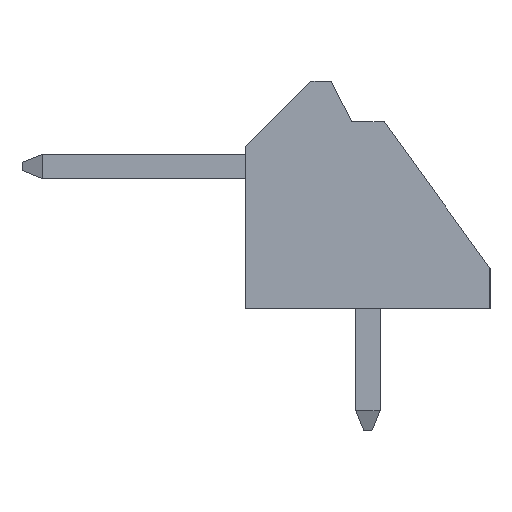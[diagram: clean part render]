
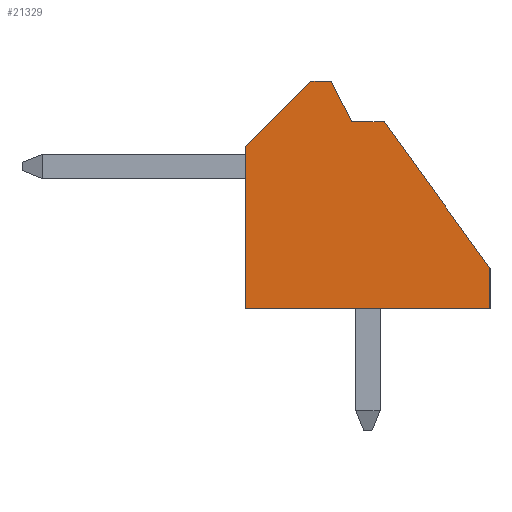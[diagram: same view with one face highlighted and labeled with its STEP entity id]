
A CAD part, left-side view. The second image highlights one B-rep face of the part: STEP entity #21329.
In plain terms, the highlighted planar face has unit normal (-1, 0, 0).
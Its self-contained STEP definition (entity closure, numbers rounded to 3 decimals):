
#21062 = VERTEX_POINT('',#21063);
#21063 = CARTESIAN_POINT('',(-1.25,0.4,4.6));
#21072 = PLANE('',#21073);
#21073 = AXIS2_PLACEMENT_3D('',#21074,#21075,#21076);
#21074 = CARTESIAN_POINT('',(-1.25,0.4,4.6));
#21075 = DIRECTION('',(0.,0.,-1.));
#21076 = DIRECTION('',(0.,-1.,0.));
#21084 = PLANE('',#21085);
#21085 = AXIS2_PLACEMENT_3D('',#21086,#21087,#21088);
#21086 = CARTESIAN_POINT('',(-1.25,0.4,4.6));
#21087 = DIRECTION('',(0.,-0.894,0.447));
#21088 = DIRECTION('',(0.,0.447,0.894));
#21125 = VERTEX_POINT('',#21126);
#21126 = CARTESIAN_POINT('',(-1.25,-0.4,4.6));
#21140 = PLANE('',#21141);
#21141 = AXIS2_PLACEMENT_3D('',#21142,#21143,#21144);
#21142 = CARTESIAN_POINT('',(-1.25,-0.4,4.6));
#21143 = DIRECTION('',(0.,0.811,-0.585));
#21144 = DIRECTION('',(0.,-0.585,-0.811));
#21152 = EDGE_CURVE('',#21062,#21125,#21153,.T.);
#21153 = SURFACE_CURVE('',#21154,(#21158,#21165),.PCURVE_S1.);
#21154 = LINE('',#21155,#21156);
#21155 = CARTESIAN_POINT('',(-1.25,0.4,4.6));
#21156 = VECTOR('',#21157,1.);
#21157 = DIRECTION('',(0.,-1.,0.));
#21158 = PCURVE('',#21072,#21159);
#21159 = DEFINITIONAL_REPRESENTATION('',(#21160),#21164);
#21160 = LINE('',#21161,#21162);
#21161 = CARTESIAN_POINT('',(0.,-0.));
#21162 = VECTOR('',#21163,1.);
#21163 = DIRECTION('',(1.,0.));
#21164 = ( GEOMETRIC_REPRESENTATION_CONTEXT(2) 
PARAMETRIC_REPRESENTATION_CONTEXT() REPRESENTATION_CONTEXT('2D SPACE',''
  ) );
#21165 = PCURVE('',#21166,#21171);
#21166 = PLANE('',#21167);
#21167 = AXIS2_PLACEMENT_3D('',#21168,#21169,#21170);
#21168 = CARTESIAN_POINT('',(-1.25,0.384,2.186));
#21169 = DIRECTION('',(1.,0.,0.));
#21170 = DIRECTION('',(0.,0.,1.));
#21171 = DEFINITIONAL_REPRESENTATION('',(#21172),#21176);
#21172 = LINE('',#21173,#21174);
#21173 = CARTESIAN_POINT('',(2.414,-0.016));
#21174 = VECTOR('',#21175,1.);
#21175 = DIRECTION('',(0.,1.));
#21176 = ( GEOMETRIC_REPRESENTATION_CONTEXT(2) 
PARAMETRIC_REPRESENTATION_CONTEXT() REPRESENTATION_CONTEXT('2D SPACE',''
  ) );
#21206 = VERTEX_POINT('',#21207);
#21207 = CARTESIAN_POINT('',(-1.25,0.9,5.6));
#21221 = PLANE('',#21222);
#21222 = AXIS2_PLACEMENT_3D('',#21223,#21224,#21225);
#21223 = CARTESIAN_POINT('',(-1.25,1.4,5.6));
#21224 = DIRECTION('',(0.,0.,-1.));
#21225 = DIRECTION('',(0.,-1.,0.));
#21233 = EDGE_CURVE('',#21062,#21206,#21234,.T.);
#21234 = SURFACE_CURVE('',#21235,(#21239,#21246),.PCURVE_S1.);
#21235 = LINE('',#21236,#21237);
#21236 = CARTESIAN_POINT('',(-1.25,0.4,4.6));
#21237 = VECTOR('',#21238,1.);
#21238 = DIRECTION('',(0.,0.447,0.894));
#21239 = PCURVE('',#21084,#21240);
#21240 = DEFINITIONAL_REPRESENTATION('',(#21241),#21245);
#21241 = LINE('',#21242,#21243);
#21242 = CARTESIAN_POINT('',(0.,0.));
#21243 = VECTOR('',#21244,1.);
#21244 = DIRECTION('',(1.,0.));
#21245 = ( GEOMETRIC_REPRESENTATION_CONTEXT(2) 
PARAMETRIC_REPRESENTATION_CONTEXT() REPRESENTATION_CONTEXT('2D SPACE',''
  ) );
#21246 = PCURVE('',#21166,#21247);
#21247 = DEFINITIONAL_REPRESENTATION('',(#21248),#21252);
#21248 = LINE('',#21249,#21250);
#21249 = CARTESIAN_POINT('',(2.414,-0.016));
#21250 = VECTOR('',#21251,1.);
#21251 = DIRECTION('',(0.894,-0.447));
#21252 = ( GEOMETRIC_REPRESENTATION_CONTEXT(2) 
PARAMETRIC_REPRESENTATION_CONTEXT() REPRESENTATION_CONTEXT('2D SPACE',''
  ) );
#21282 = VERTEX_POINT('',#21283);
#21283 = CARTESIAN_POINT('',(-1.25,-3.,1.));
#21297 = PLANE('',#21298);
#21298 = AXIS2_PLACEMENT_3D('',#21299,#21300,#21301);
#21299 = CARTESIAN_POINT('',(-1.25,-3.,1.));
#21300 = DIRECTION('',(0.,1.,0.));
#21301 = DIRECTION('',(0.,0.,-1.));
#21309 = EDGE_CURVE('',#21125,#21282,#21310,.T.);
#21310 = SURFACE_CURVE('',#21311,(#21315,#21322),.PCURVE_S1.);
#21311 = LINE('',#21312,#21313);
#21312 = CARTESIAN_POINT('',(-1.25,-0.4,4.6));
#21313 = VECTOR('',#21314,1.);
#21314 = DIRECTION('',(0.,-0.585,-0.811));
#21315 = PCURVE('',#21140,#21316);
#21316 = DEFINITIONAL_REPRESENTATION('',(#21317),#21321);
#21317 = LINE('',#21318,#21319);
#21318 = CARTESIAN_POINT('',(0.,0.));
#21319 = VECTOR('',#21320,1.);
#21320 = DIRECTION('',(1.,0.));
#21321 = ( GEOMETRIC_REPRESENTATION_CONTEXT(2) 
PARAMETRIC_REPRESENTATION_CONTEXT() REPRESENTATION_CONTEXT('2D SPACE',''
  ) );
#21322 = PCURVE('',#21166,#21323);
#21323 = DEFINITIONAL_REPRESENTATION('',(#21324),#21328);
#21324 = LINE('',#21325,#21326);
#21325 = CARTESIAN_POINT('',(2.414,0.784));
#21326 = VECTOR('',#21327,1.);
#21327 = DIRECTION('',(-0.811,0.585));
#21328 = ( GEOMETRIC_REPRESENTATION_CONTEXT(2) 
PARAMETRIC_REPRESENTATION_CONTEXT() REPRESENTATION_CONTEXT('2D SPACE',''
  ) );
#21329 = ADVANCED_FACE('',(#21330),#21166,.F.);
#21330 = FACE_BOUND('',#21331,.F.);
#21331 = EDGE_LOOP('',(#21332,#21333,#21334,#21357,#21385,#21413,#21441,
    #21462));
#21332 = ORIENTED_EDGE('',*,*,#21152,.T.);
#21333 = ORIENTED_EDGE('',*,*,#21309,.T.);
#21334 = ORIENTED_EDGE('',*,*,#21335,.T.);
#21335 = EDGE_CURVE('',#21282,#21336,#21338,.T.);
#21336 = VERTEX_POINT('',#21337);
#21337 = CARTESIAN_POINT('',(-1.25,-3.,0.));
#21338 = SURFACE_CURVE('',#21339,(#21343,#21350),.PCURVE_S1.);
#21339 = LINE('',#21340,#21341);
#21340 = CARTESIAN_POINT('',(-1.25,-3.,1.));
#21341 = VECTOR('',#21342,1.);
#21342 = DIRECTION('',(0.,0.,-1.));
#21343 = PCURVE('',#21166,#21344);
#21344 = DEFINITIONAL_REPRESENTATION('',(#21345),#21349);
#21345 = LINE('',#21346,#21347);
#21346 = CARTESIAN_POINT('',(-1.186,3.384));
#21347 = VECTOR('',#21348,1.);
#21348 = DIRECTION('',(-1.,0.));
#21349 = ( GEOMETRIC_REPRESENTATION_CONTEXT(2) 
PARAMETRIC_REPRESENTATION_CONTEXT() REPRESENTATION_CONTEXT('2D SPACE',''
  ) );
#21350 = PCURVE('',#21297,#21351);
#21351 = DEFINITIONAL_REPRESENTATION('',(#21352),#21356);
#21352 = LINE('',#21353,#21354);
#21353 = CARTESIAN_POINT('',(0.,0.));
#21354 = VECTOR('',#21355,1.);
#21355 = DIRECTION('',(1.,0.));
#21356 = ( GEOMETRIC_REPRESENTATION_CONTEXT(2) 
PARAMETRIC_REPRESENTATION_CONTEXT() REPRESENTATION_CONTEXT('2D SPACE',''
  ) );
#21357 = ORIENTED_EDGE('',*,*,#21358,.T.);
#21358 = EDGE_CURVE('',#21336,#21359,#21361,.T.);
#21359 = VERTEX_POINT('',#21360);
#21360 = CARTESIAN_POINT('',(-1.25,3.,0.));
#21361 = SURFACE_CURVE('',#21362,(#21366,#21373),.PCURVE_S1.);
#21362 = LINE('',#21363,#21364);
#21363 = CARTESIAN_POINT('',(-1.25,-3.,0.));
#21364 = VECTOR('',#21365,1.);
#21365 = DIRECTION('',(0.,1.,0.));
#21366 = PCURVE('',#21166,#21367);
#21367 = DEFINITIONAL_REPRESENTATION('',(#21368),#21372);
#21368 = LINE('',#21369,#21370);
#21369 = CARTESIAN_POINT('',(-2.186,3.384));
#21370 = VECTOR('',#21371,1.);
#21371 = DIRECTION('',(0.,-1.));
#21372 = ( GEOMETRIC_REPRESENTATION_CONTEXT(2) 
PARAMETRIC_REPRESENTATION_CONTEXT() REPRESENTATION_CONTEXT('2D SPACE',''
  ) );
#21373 = PCURVE('',#21374,#21379);
#21374 = PLANE('',#21375);
#21375 = AXIS2_PLACEMENT_3D('',#21376,#21377,#21378);
#21376 = CARTESIAN_POINT('',(-1.25,-3.,0.));
#21377 = DIRECTION('',(0.,0.,1.));
#21378 = DIRECTION('',(0.,1.,0.));
#21379 = DEFINITIONAL_REPRESENTATION('',(#21380),#21384);
#21380 = LINE('',#21381,#21382);
#21381 = CARTESIAN_POINT('',(0.,0.));
#21382 = VECTOR('',#21383,1.);
#21383 = DIRECTION('',(1.,0.));
#21384 = ( GEOMETRIC_REPRESENTATION_CONTEXT(2) 
PARAMETRIC_REPRESENTATION_CONTEXT() REPRESENTATION_CONTEXT('2D SPACE',''
  ) );
#21385 = ORIENTED_EDGE('',*,*,#21386,.T.);
#21386 = EDGE_CURVE('',#21359,#21387,#21389,.T.);
#21387 = VERTEX_POINT('',#21388);
#21388 = CARTESIAN_POINT('',(-1.25,3.,4.));
#21389 = SURFACE_CURVE('',#21390,(#21394,#21401),.PCURVE_S1.);
#21390 = LINE('',#21391,#21392);
#21391 = CARTESIAN_POINT('',(-1.25,3.,0.));
#21392 = VECTOR('',#21393,1.);
#21393 = DIRECTION('',(0.,0.,1.));
#21394 = PCURVE('',#21166,#21395);
#21395 = DEFINITIONAL_REPRESENTATION('',(#21396),#21400);
#21396 = LINE('',#21397,#21398);
#21397 = CARTESIAN_POINT('',(-2.186,-2.616));
#21398 = VECTOR('',#21399,1.);
#21399 = DIRECTION('',(1.,0.));
#21400 = ( GEOMETRIC_REPRESENTATION_CONTEXT(2) 
PARAMETRIC_REPRESENTATION_CONTEXT() REPRESENTATION_CONTEXT('2D SPACE',''
  ) );
#21401 = PCURVE('',#21402,#21407);
#21402 = PLANE('',#21403);
#21403 = AXIS2_PLACEMENT_3D('',#21404,#21405,#21406);
#21404 = CARTESIAN_POINT('',(-1.25,3.,0.));
#21405 = DIRECTION('',(0.,-1.,0.));
#21406 = DIRECTION('',(0.,0.,1.));
#21407 = DEFINITIONAL_REPRESENTATION('',(#21408),#21412);
#21408 = LINE('',#21409,#21410);
#21409 = CARTESIAN_POINT('',(0.,0.));
#21410 = VECTOR('',#21411,1.);
#21411 = DIRECTION('',(1.,0.));
#21412 = ( GEOMETRIC_REPRESENTATION_CONTEXT(2) 
PARAMETRIC_REPRESENTATION_CONTEXT() REPRESENTATION_CONTEXT('2D SPACE',''
  ) );
#21413 = ORIENTED_EDGE('',*,*,#21414,.F.);
#21414 = EDGE_CURVE('',#21415,#21387,#21417,.T.);
#21415 = VERTEX_POINT('',#21416);
#21416 = CARTESIAN_POINT('',(-1.25,1.4,5.6));
#21417 = SURFACE_CURVE('',#21418,(#21422,#21429),.PCURVE_S1.);
#21418 = LINE('',#21419,#21420);
#21419 = CARTESIAN_POINT('',(-1.25,1.4,5.6));
#21420 = VECTOR('',#21421,1.);
#21421 = DIRECTION('',(0.,0.707,-0.707));
#21422 = PCURVE('',#21166,#21423);
#21423 = DEFINITIONAL_REPRESENTATION('',(#21424),#21428);
#21424 = LINE('',#21425,#21426);
#21425 = CARTESIAN_POINT('',(3.414,-1.016));
#21426 = VECTOR('',#21427,1.);
#21427 = DIRECTION('',(-0.707,-0.707));
#21428 = ( GEOMETRIC_REPRESENTATION_CONTEXT(2) 
PARAMETRIC_REPRESENTATION_CONTEXT() REPRESENTATION_CONTEXT('2D SPACE',''
  ) );
#21429 = PCURVE('',#21430,#21435);
#21430 = PLANE('',#21431);
#21431 = AXIS2_PLACEMENT_3D('',#21432,#21433,#21434);
#21432 = CARTESIAN_POINT('',(-1.25,1.4,5.6));
#21433 = DIRECTION('',(0.,0.707,0.707));
#21434 = DIRECTION('',(0.,0.707,-0.707));
#21435 = DEFINITIONAL_REPRESENTATION('',(#21436),#21440);
#21436 = LINE('',#21437,#21438);
#21437 = CARTESIAN_POINT('',(0.,0.));
#21438 = VECTOR('',#21439,1.);
#21439 = DIRECTION('',(1.,0.));
#21440 = ( GEOMETRIC_REPRESENTATION_CONTEXT(2) 
PARAMETRIC_REPRESENTATION_CONTEXT() REPRESENTATION_CONTEXT('2D SPACE',''
  ) );
#21441 = ORIENTED_EDGE('',*,*,#21442,.T.);
#21442 = EDGE_CURVE('',#21415,#21206,#21443,.T.);
#21443 = SURFACE_CURVE('',#21444,(#21448,#21455),.PCURVE_S1.);
#21444 = LINE('',#21445,#21446);
#21445 = CARTESIAN_POINT('',(-1.25,1.4,5.6));
#21446 = VECTOR('',#21447,1.);
#21447 = DIRECTION('',(0.,-1.,0.));
#21448 = PCURVE('',#21166,#21449);
#21449 = DEFINITIONAL_REPRESENTATION('',(#21450),#21454);
#21450 = LINE('',#21451,#21452);
#21451 = CARTESIAN_POINT('',(3.414,-1.016));
#21452 = VECTOR('',#21453,1.);
#21453 = DIRECTION('',(0.,1.));
#21454 = ( GEOMETRIC_REPRESENTATION_CONTEXT(2) 
PARAMETRIC_REPRESENTATION_CONTEXT() REPRESENTATION_CONTEXT('2D SPACE',''
  ) );
#21455 = PCURVE('',#21221,#21456);
#21456 = DEFINITIONAL_REPRESENTATION('',(#21457),#21461);
#21457 = LINE('',#21458,#21459);
#21458 = CARTESIAN_POINT('',(0.,-0.));
#21459 = VECTOR('',#21460,1.);
#21460 = DIRECTION('',(1.,0.));
#21461 = ( GEOMETRIC_REPRESENTATION_CONTEXT(2) 
PARAMETRIC_REPRESENTATION_CONTEXT() REPRESENTATION_CONTEXT('2D SPACE',''
  ) );
#21462 = ORIENTED_EDGE('',*,*,#21233,.F.);
